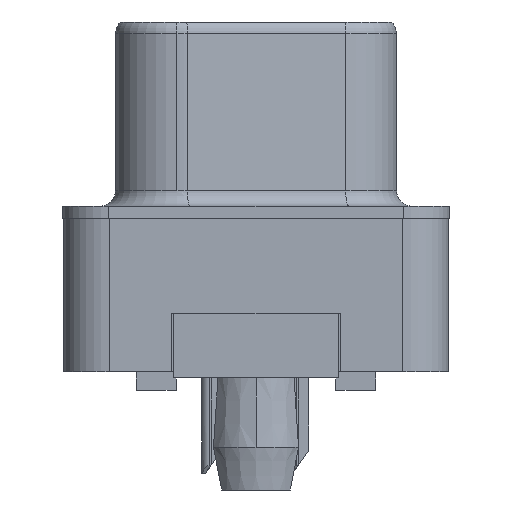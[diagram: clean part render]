
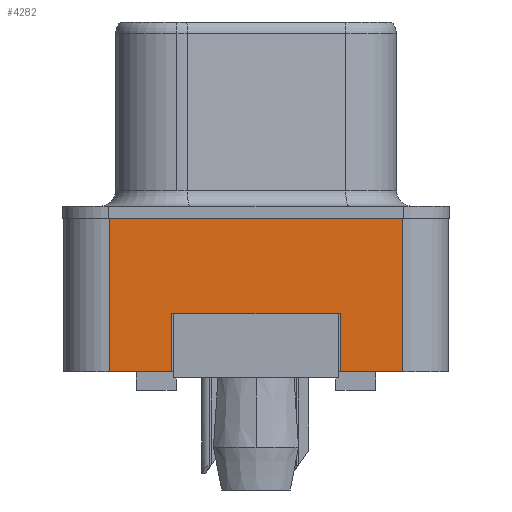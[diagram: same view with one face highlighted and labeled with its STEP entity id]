
A CAD part, left-side view. The second image highlights one B-rep face of the part: STEP entity #4282.
In plain terms, the highlighted planar face has unit normal (-1, 0, 0).
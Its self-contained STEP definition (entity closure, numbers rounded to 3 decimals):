
#140 = VERTEX_POINT ( 'NONE', #297 ) ;
#297 = CARTESIAN_POINT ( 'NONE',  ( -3., 2.75, -3.1 ) ) ;
#486 = VECTOR ( 'NONE', #8714, 1000. ) ;
#650 = CARTESIAN_POINT ( 'NONE',  ( -3., 2.75, -3.1 ) ) ;
#754 = EDGE_CURVE ( 'NONE', #12180, #17136, #17958, .T. ) ;
#1052 = LINE ( 'NONE', #11982, #14359 ) ;
#1084 = VECTOR ( 'NONE', #4922, 1000. ) ;
#1142 = LINE ( 'NONE', #19180, #23196 ) ;
#2853 = EDGE_CURVE ( 'NONE', #14182, #8814, #13924, .T. ) ;
#3105 = EDGE_CURVE ( 'NONE', #17136, #14182, #1052, .T. ) ;
#3138 = CARTESIAN_POINT ( 'NONE',  ( -3., -4.775, -5. ) ) ;
#3459 = VERTEX_POINT ( 'NONE', #15385 ) ;
#3687 = LINE ( 'NONE', #19829, #12245 ) ;
#4282 = ADVANCED_FACE ( 'NONE', ( #5622 ), #7056, .T. ) ;
#4653 = ORIENTED_EDGE ( 'NONE', *, *, #20873, .T. ) ;
#4812 = LINE ( 'NONE', #11701, #15469 ) ;
#4922 = DIRECTION ( 'NONE',  ( 0., 0., 1. ) ) ;
#5390 = VECTOR ( 'NONE', #11587, 1000. ) ;
#5622 = FACE_OUTER_BOUND ( 'NONE', #19843, .T. ) ;
#5729 = VERTEX_POINT ( 'NONE', #14537 ) ;
#6293 = VERTEX_POINT ( 'NONE', #7632 ) ;
#7056 = PLANE ( 'NONE',  #10613 ) ;
#7401 = CARTESIAN_POINT ( 'NONE',  ( -3., -2.75, -5. ) ) ;
#7632 = CARTESIAN_POINT ( 'NONE',  ( -3., 4.775, 0. ) ) ;
#7682 = ORIENTED_EDGE ( 'NONE', *, *, #9465, .F. ) ;
#8624 = DIRECTION ( 'NONE',  ( 0., -1., 0. ) ) ;
#8714 = DIRECTION ( 'NONE',  ( 0., 0., -1. ) ) ;
#8814 = VERTEX_POINT ( 'NONE', #12601 ) ;
#8947 = CARTESIAN_POINT ( 'NONE',  ( -3., -4.775, -5. ) ) ;
#9465 = EDGE_CURVE ( 'NONE', #140, #3459, #4812, .T. ) ;
#10489 = CARTESIAN_POINT ( 'NONE',  ( -3., -2.75, -3.1 ) ) ;
#10613 = AXIS2_PLACEMENT_3D ( 'NONE', #8947, #12856, #20088 ) ;
#10815 = DIRECTION ( 'NONE',  ( 0., 0., 1. ) ) ;
#11090 = ORIENTED_EDGE ( 'NONE', *, *, #14475, .F. ) ;
#11468 = LINE ( 'NONE', #650, #5390 ) ;
#11587 = DIRECTION ( 'NONE',  ( 0., 1., 0. ) ) ;
#11701 = CARTESIAN_POINT ( 'NONE',  ( -3., 2.75, -3.1 ) ) ;
#11737 = CARTESIAN_POINT ( 'NONE',  ( -3., -4.775, 0. ) ) ;
#11982 = CARTESIAN_POINT ( 'NONE',  ( -3., -4.775, -5. ) ) ;
#12180 = VERTEX_POINT ( 'NONE', #14215 ) ;
#12245 = VECTOR ( 'NONE', #10815, 1000. ) ;
#12601 = CARTESIAN_POINT ( 'NONE',  ( -3., -4.775, 0. ) ) ;
#12856 = DIRECTION ( 'NONE',  ( -1., 0., 0. ) ) ;
#13864 = LINE ( 'NONE', #11737, #20205 ) ;
#13924 = LINE ( 'NONE', #21160, #1084 ) ;
#14182 = VERTEX_POINT ( 'NONE', #3138 ) ;
#14215 = CARTESIAN_POINT ( 'NONE',  ( -3., -2.75, -3.1 ) ) ;
#14359 = VECTOR ( 'NONE', #21459, 1000. ) ;
#14475 = EDGE_CURVE ( 'NONE', #6293, #8814, #13864, .T. ) ;
#14537 = CARTESIAN_POINT ( 'NONE',  ( -3., 4.775, -5. ) ) ;
#15385 = CARTESIAN_POINT ( 'NONE',  ( -3., 2.75, -5. ) ) ;
#15469 = VECTOR ( 'NONE', #15612, 1000. ) ;
#15612 = DIRECTION ( 'NONE',  ( 0., 0., -1. ) ) ;
#15694 = ORIENTED_EDGE ( 'NONE', *, *, #754, .T. ) ;
#17136 = VERTEX_POINT ( 'NONE', #7401 ) ;
#17958 = LINE ( 'NONE', #10489, #486 ) ;
#19180 = CARTESIAN_POINT ( 'NONE',  ( -3., -4.775, -5. ) ) ;
#19611 = ORIENTED_EDGE ( 'NONE', *, *, #20440, .F. ) ;
#19712 = ORIENTED_EDGE ( 'NONE', *, *, #3105, .T. ) ;
#19829 = CARTESIAN_POINT ( 'NONE',  ( -3., 4.775, -5. ) ) ;
#19843 = EDGE_LOOP ( 'NONE', ( #15694, #19712, #20997, #11090, #21498, #4653, #7682, #19611 ) ) ;
#20088 = DIRECTION ( 'NONE',  ( 0., 0., 1. ) ) ;
#20205 = VECTOR ( 'NONE', #20640, 1000. ) ;
#20440 = EDGE_CURVE ( 'NONE', #12180, #140, #11468, .T. ) ;
#20640 = DIRECTION ( 'NONE',  ( 0., -1., 0. ) ) ;
#20873 = EDGE_CURVE ( 'NONE', #5729, #3459, #1142, .T. ) ;
#20997 = ORIENTED_EDGE ( 'NONE', *, *, #2853, .T. ) ;
#21160 = CARTESIAN_POINT ( 'NONE',  ( -3., -4.775, -5. ) ) ;
#21413 = EDGE_CURVE ( 'NONE', #5729, #6293, #3687, .T. ) ;
#21459 = DIRECTION ( 'NONE',  ( 0., -1., 0. ) ) ;
#21498 = ORIENTED_EDGE ( 'NONE', *, *, #21413, .F. ) ;
#23196 = VECTOR ( 'NONE', #8624, 1000. ) ;
